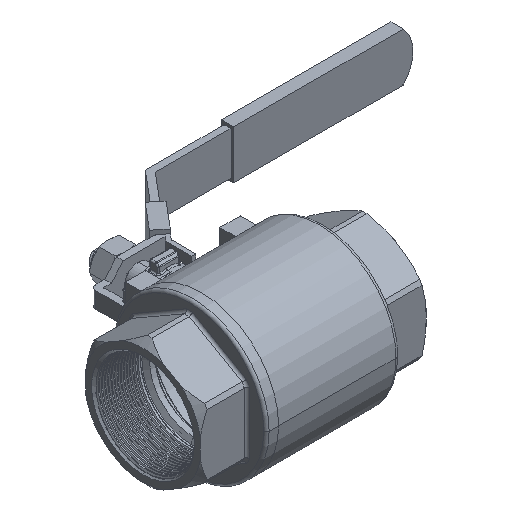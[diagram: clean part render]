
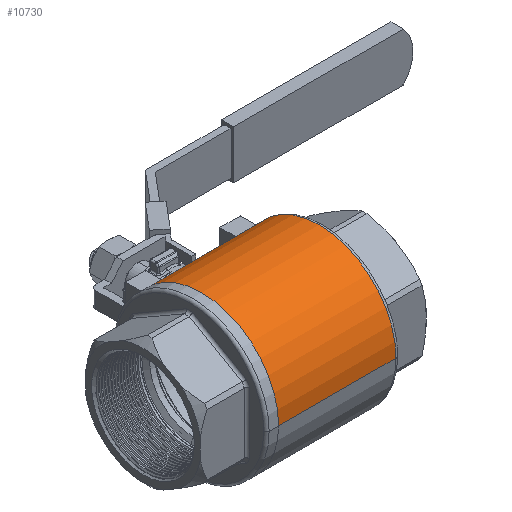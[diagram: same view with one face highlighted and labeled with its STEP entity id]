
A CAD part, isometric view. The second image highlights one B-rep face of the part: STEP entity #10730.
In plain terms, the highlighted cylindrical face has radius 57 mm (diameter 114 mm), a partial arc.
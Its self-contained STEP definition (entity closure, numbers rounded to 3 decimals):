
#515=CARTESIAN_POINT('',(63.,0.,57.));
#534=CARTESIAN_POINT('',(99.,0.,57.));
#632=DIRECTION('',(-1.,0.,0.));
#633=VECTOR('',#632,15.);
#634=CARTESIAN_POINT('',(123.5,35.,44.989));
#635=LINE('',#634,#633);
#636=CARTESIAN_POINT('',(108.5,0.,0.));
#637=DIRECTION('',(-1.,0.,0.));
#638=DIRECTION('',(0.,0.,1.));
#639=AXIS2_PLACEMENT_3D('',#636,#637,#638);
#641=DIRECTION('',(-1.,0.,0.));
#642=VECTOR('',#641,9.5);
#643=CARTESIAN_POINT('',(108.5,0.,57.));
#644=LINE('',#643,#642);
#645=CARTESIAN_POINT('',(99.,0.,57.));
#646=CARTESIAN_POINT('',(99.,1.084,57.));
#647=CARTESIAN_POINT('',(98.809,3.231,56.939));
#648=CARTESIAN_POINT('',(97.915,6.45,56.663));
#649=CARTESIAN_POINT('',(96.449,9.438,56.238));
#650=CARTESIAN_POINT('',(94.426,12.145,55.711));
#651=CARTESIAN_POINT('',(91.959,14.411,55.161));
#652=CARTESIAN_POINT('',(89.085,16.197,54.658));
#653=CARTESIAN_POINT('',(86.018,17.391,54.285));
#654=CARTESIAN_POINT('',(82.771,18.012,54.08));
#655=CARTESIAN_POINT('',(79.531,18.039,54.07));
#656=CARTESIAN_POINT('',(76.276,17.473,54.258));
#657=CARTESIAN_POINT('',(73.193,16.332,54.617));
#658=CARTESIAN_POINT('',(70.296,14.601,55.111));
#659=CARTESIAN_POINT('',(67.788,12.379,55.659));
#660=CARTESIAN_POINT('',(65.688,9.671,56.2));
#661=CARTESIAN_POINT('',(64.115,6.556,56.654));
#662=CARTESIAN_POINT('',(63.187,3.227,56.941));
#663=CARTESIAN_POINT('',(63.,1.075,57.));
#664=CARTESIAN_POINT('',(63.,0.,57.));
#666=DIRECTION('',(-1.,0.,0.));
#667=VECTOR('',#666,9.5);
#668=CARTESIAN_POINT('',(63.,0.,57.));
#669=LINE('',#668,#667);
#670=CARTESIAN_POINT('',(53.5,0.,0.));
#671=DIRECTION('',(-1.,0.,0.));
#672=DIRECTION('',(0.,0.,1.));
#673=AXIS2_PLACEMENT_3D('',#670,#671,#672);
#675=DIRECTION('',(-1.,0.,0.));
#676=VECTOR('',#675,15.);
#677=CARTESIAN_POINT('',(53.5,35.,44.989));
#678=LINE('',#677,#676);
#679=CARTESIAN_POINT('',(38.5,0.,0.));
#680=DIRECTION('',(-1.,0.,0.));
#681=DIRECTION('',(0.,0.,1.));
#682=AXIS2_PLACEMENT_3D('',#679,#680,#681);
#684=DIRECTION('',(-1.,0.,0.));
#685=VECTOR('',#684,1.5);
#686=CARTESIAN_POINT('',(38.5,0.,57.));
#687=LINE('',#686,#685);
#688=CARTESIAN_POINT('',(37.,0.,0.));
#689=DIRECTION('',(-1.,0.,0.));
#690=DIRECTION('',(0.,0.,1.));
#691=AXIS2_PLACEMENT_3D('',#688,#689,#690);
#693=DIRECTION('',(-1.,0.,0.));
#694=VECTOR('',#693,87.);
#695=CARTESIAN_POINT('',(124.,0.,-57.));
#696=LINE('',#695,#694);
#697=CARTESIAN_POINT('',(124.,0.,0.));
#698=DIRECTION('',(1.,0.,0.));
#699=DIRECTION('',(0.,0.,-1.));
#700=AXIS2_PLACEMENT_3D('',#697,#698,#699);
#702=DIRECTION('',(-1.,0.,0.));
#703=VECTOR('',#702,0.5);
#704=CARTESIAN_POINT('',(124.,0.,57.));
#705=LINE('',#704,#703);
#706=CARTESIAN_POINT('',(123.5,0.,0.));
#707=DIRECTION('',(-1.,0.,0.));
#708=DIRECTION('',(0.,0.,1.));
#709=AXIS2_PLACEMENT_3D('',#706,#707,#708);
#9268=CARTESIAN_POINT('',(124.,0.,-57.));
#9269=CARTESIAN_POINT('',(124.,0.,57.));
#9270=VERTEX_POINT('',#9268);
#9271=VERTEX_POINT('',#9269);
#9272=VERTEX_POINT('',#515);
#9273=VERTEX_POINT('',#534);
#9328=CARTESIAN_POINT('',(37.,0.,57.));
#9329=CARTESIAN_POINT('',(37.,0.,-57.));
#9330=VERTEX_POINT('',#9328);
#9331=VERTEX_POINT('',#9329);
#9349=CARTESIAN_POINT('',(108.5,0.,57.));
#9351=VERTEX_POINT('',#9349);
#9354=CARTESIAN_POINT('',(123.5,0.,57.));
#9355=VERTEX_POINT('',#9354);
#9357=CARTESIAN_POINT('',(38.5,0.,57.));
#9359=VERTEX_POINT('',#9357);
#9362=CARTESIAN_POINT('',(53.5,0.,57.));
#9363=VERTEX_POINT('',#9362);
#9364=CARTESIAN_POINT('',(123.5,35.,44.989));
#9365=CARTESIAN_POINT('',(108.5,35.,44.989));
#9366=VERTEX_POINT('',#9364);
#9367=VERTEX_POINT('',#9365);
#9368=CARTESIAN_POINT('',(53.5,35.,44.989));
#9369=CARTESIAN_POINT('',(38.5,35.,44.989));
#9370=VERTEX_POINT('',#9368);
#9371=VERTEX_POINT('',#9369);
#10703=CARTESIAN_POINT('',(128.5,0.,0.));
#10704=DIRECTION('',(-1.,0.,0.));
#10705=DIRECTION('',(0.,0.,-1.));
#10706=AXIS2_PLACEMENT_3D('',#10703,#10704,#10705);
#10707=CYLINDRICAL_SURFACE('',#10706,57.);
#10708=ORIENTED_EDGE('',*,*,#10694,.T.);
#10709=ORIENTED_EDGE('',*,*,#10618,.F.);
#10710=ORIENTED_EDGE('',*,*,#10595,.T.);
#10712=ORIENTED_EDGE('',*,*,#10711,.T.);
#10713=ORIENTED_EDGE('',*,*,#10591,.T.);
#10715=ORIENTED_EDGE('',*,*,#10714,.T.);
#10717=ORIENTED_EDGE('',*,*,#10716,.T.);
#10719=ORIENTED_EDGE('',*,*,#10718,.F.);
#10720=ORIENTED_EDGE('',*,*,#10583,.T.);
#10721=ORIENTED_EDGE('',*,*,#10545,.T.);
#10722=ORIENTED_EDGE('',*,*,#10580,.F.);
#10724=ORIENTED_EDGE('',*,*,#10723,.T.);
#10725=ORIENTED_EDGE('',*,*,#10576,.T.);
#10727=ORIENTED_EDGE('',*,*,#10726,.T.);
#10728=EDGE_LOOP('',(#10708,#10709,#10710,#10712,#10713,#10715,#10717,#10719,
#10720,#10721,#10722,#10724,#10725,#10727));
#10729=FACE_OUTER_BOUND('',#10728,.F.);
#640=CIRCLE('',#639,57.);
#665=B_SPLINE_CURVE_WITH_KNOTS('',3,(#645,#646,#647,#648,#649,#650,#651,#652,
#653,#654,#655,#656,#657,#658,#659,#660,#661,#662,#663,#664),.UNSPECIFIED.,.F.,
.F.,(4,1,1,1,1,1,1,1,1,1,1,1,1,1,1,1,1,4),(0.,0.059,
0.118,0.176,0.235,0.294,
0.353,0.412,0.471,0.529,
0.588,0.647,0.706,0.765,
0.824,0.882,0.941,1.),.UNSPECIFIED.);
#674=CIRCLE('',#673,57.);
#683=CIRCLE('',#682,57.);
#692=CIRCLE('',#691,57.);
#701=CIRCLE('',#700,57.);
#710=CIRCLE('',#709,57.);
#10545=EDGE_CURVE('',#9330,#9331,#692,.T.);
#10576=EDGE_CURVE('',#9271,#9355,#705,.T.);
#10580=EDGE_CURVE('',#9270,#9331,#696,.T.);
#10583=EDGE_CURVE('',#9359,#9330,#687,.T.);
#10591=EDGE_CURVE('',#9272,#9363,#669,.T.);
#10595=EDGE_CURVE('',#9351,#9273,#644,.T.);
#10618=EDGE_CURVE('',#9351,#9367,#640,.T.);
#10694=EDGE_CURVE('',#9366,#9367,#635,.T.);
#10711=EDGE_CURVE('',#9273,#9272,#665,.T.);
#10714=EDGE_CURVE('',#9363,#9370,#674,.T.);
#10716=EDGE_CURVE('',#9370,#9371,#678,.T.);
#10718=EDGE_CURVE('',#9359,#9371,#683,.T.);
#10723=EDGE_CURVE('',#9270,#9271,#701,.T.);
#10726=EDGE_CURVE('',#9355,#9366,#710,.T.);
#10730=ADVANCED_FACE('',(#10729),#10707,.T.);
